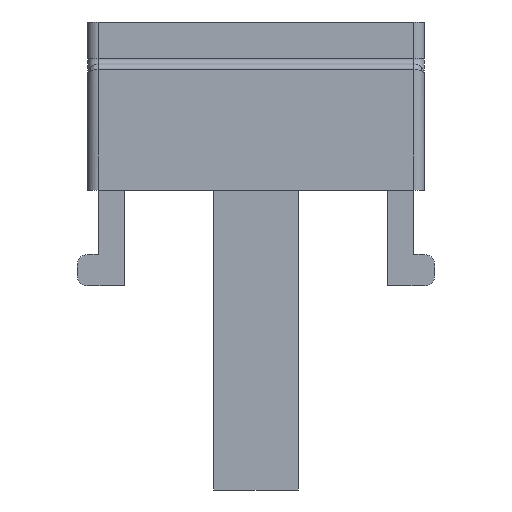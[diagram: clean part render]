
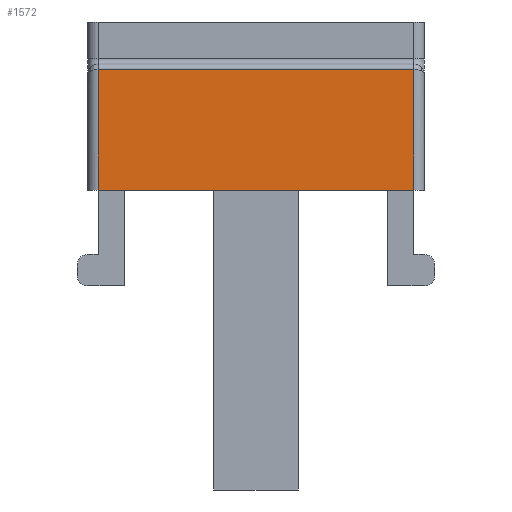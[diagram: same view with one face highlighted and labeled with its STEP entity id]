
A CAD part, front view. The second image highlights one B-rep face of the part: STEP entity #1572.
In plain terms, the highlighted planar face has unit normal (0, -1, 0).
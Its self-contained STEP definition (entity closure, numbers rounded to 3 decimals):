
#77 = DIRECTION ( 'NONE',  ( 0., 0., 1. ) ) ;
#109 = CARTESIAN_POINT ( 'NONE',  ( 15., -10., 5.5 ) ) ;
#325 = VECTOR ( 'NONE', #3055, 1000. ) ;
#495 = VERTEX_POINT ( 'NONE', #3511 ) ;
#636 = DIRECTION ( 'NONE',  ( 0., 0., 1. ) ) ;
#678 = DIRECTION ( 'NONE',  ( -1., 0., 0. ) ) ;
#1037 = VECTOR ( 'NONE', #77, 1000. ) ;
#1091 = AXIS2_PLACEMENT_3D ( 'NONE', #3076, #3099, #636 ) ;
#1340 = EDGE_CURVE ( 'NONE', #2620, #2218, #2258, .T. ) ;
#1370 = ORIENTED_EDGE ( 'NONE', *, *, #2636, .F. ) ;
#1457 = CARTESIAN_POINT ( 'NONE',  ( -16., -10., 5.5 ) ) ;
#1473 = CARTESIAN_POINT ( 'NONE',  ( 15., -10., 10. ) ) ;
#1503 = CARTESIAN_POINT ( 'NONE',  ( 16., -10., -6. ) ) ;
#1572 = ADVANCED_FACE ( 'NONE', ( #3367 ), #3410, .F. ) ;
#1587 = LINE ( 'NONE', #2721, #3396 ) ;
#1602 = DIRECTION ( 'NONE',  ( 0., 0., -1. ) ) ;
#1662 = CARTESIAN_POINT ( 'NONE',  ( -15., -10., -6. ) ) ;
#1994 = EDGE_CURVE ( 'NONE', #495, #2461, #1587, .T. ) ;
#1995 = CARTESIAN_POINT ( 'NONE',  ( 15., -10., -6. ) ) ;
#2140 = ORIENTED_EDGE ( 'NONE', *, *, #1994, .T. ) ;
#2218 = VERTEX_POINT ( 'NONE', #109 ) ;
#2258 = LINE ( 'NONE', #1473, #1037 ) ;
#2461 = VERTEX_POINT ( 'NONE', #1662 ) ;
#2483 = VECTOR ( 'NONE', #678, 1000. ) ;
#2620 = VERTEX_POINT ( 'NONE', #1995 ) ;
#2636 = EDGE_CURVE ( 'NONE', #2620, #2461, #3084, .T. ) ;
#2721 = CARTESIAN_POINT ( 'NONE',  ( -15., -10., 10. ) ) ;
#2743 = ORIENTED_EDGE ( 'NONE', *, *, #3302, .T. ) ;
#2747 = ORIENTED_EDGE ( 'NONE', *, *, #1340, .T. ) ;
#3055 = DIRECTION ( 'NONE',  ( -1., 0., 0. ) ) ;
#3076 = CARTESIAN_POINT ( 'NONE',  ( -16., -10., 10. ) ) ;
#3084 = LINE ( 'NONE', #1503, #2483 ) ;
#3099 = DIRECTION ( 'NONE',  ( 0., 1., 0. ) ) ;
#3298 = EDGE_LOOP ( 'NONE', ( #2743, #2140, #1370, #2747 ) ) ;
#3302 = EDGE_CURVE ( 'NONE', #2218, #495, #3409, .T. ) ;
#3367 = FACE_OUTER_BOUND ( 'NONE', #3298, .T. ) ;
#3396 = VECTOR ( 'NONE', #1602, 1000. ) ;
#3409 = LINE ( 'NONE', #1457, #325 ) ;
#3410 = PLANE ( 'NONE',  #1091 ) ;
#3511 = CARTESIAN_POINT ( 'NONE',  ( -15., -10., 5.5 ) ) ;
